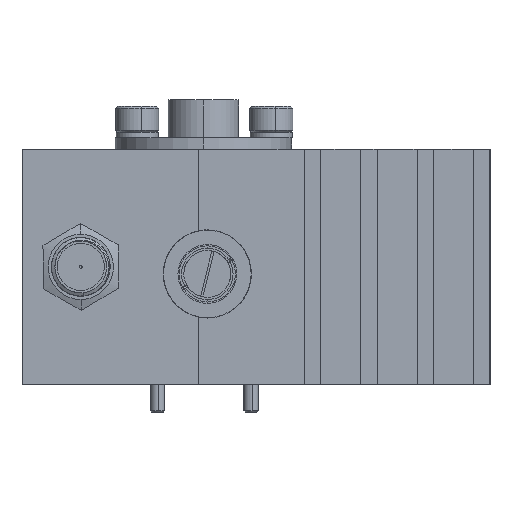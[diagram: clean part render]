
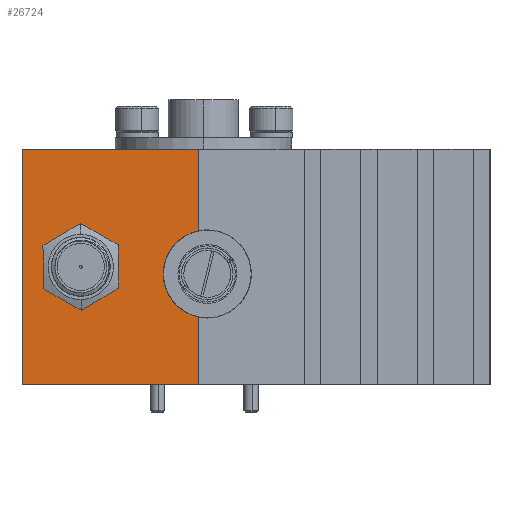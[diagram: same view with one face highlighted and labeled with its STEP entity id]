
A CAD part, left-side view. The second image highlights one B-rep face of the part: STEP entity #26724.
In plain terms, the highlighted planar face has unit normal (-1, 0, 0).
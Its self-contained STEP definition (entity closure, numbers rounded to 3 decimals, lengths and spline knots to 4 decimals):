
#173 = VERTEX_POINT ( 'NONE', #43306 ) ;
#1351 = AXIS2_PLACEMENT_3D ( 'NONE', #35401, #49970, #7061 ) ;
#2097 = AXIS2_PLACEMENT_3D ( 'NONE', #6510, #11309, #59020 ) ;
#2197 = CARTESIAN_POINT ( 'NONE',  ( -2.708, 0.6528, 1.1197 ) ) ;
#2547 = CARTESIAN_POINT ( 'NONE',  ( -2.708, 1.4028, 0.1197 ) ) ;
#3733 = CIRCLE ( 'NONE', #2097, 0.1095 ) ;
#4093 = VECTOR ( 'NONE', #54248, 39.3701 ) ;
#5714 = DIRECTION ( 'NONE',  ( 0., 0., 1. ) ) ;
#6510 = CARTESIAN_POINT ( 'NONE',  ( -2.708, 1.1528, 0.6197 ) ) ;
#7061 = DIRECTION ( 'NONE',  ( 0., 0., -1. ) ) ;
#9635 = ORIENTED_EDGE ( 'NONE', *, *, #25240, .F. ) ;
#10218 = VERTEX_POINT ( 'NONE', #14668 ) ;
#10450 = VERTEX_POINT ( 'NONE', #50807 ) ;
#11028 = ORIENTED_EDGE ( 'NONE', *, *, #22655, .T. ) ;
#11309 = DIRECTION ( 'NONE',  ( -1., 0., 0. ) ) ;
#11605 = VECTOR ( 'NONE', #5714, 39.3701 ) ;
#11667 = PLANE ( 'NONE',  #1351 ) ;
#11977 = CARTESIAN_POINT ( 'NONE',  ( -2.708, 0.6148, 0.5897 ) ) ;
#13810 = VERTEX_POINT ( 'NONE', #47111 ) ;
#14668 = CARTESIAN_POINT ( 'NONE',  ( -2.708, 1.1528, 0.5102 ) ) ;
#14939 = EDGE_CURVE ( 'NONE', #13810, #45840, #23449, .T. ) ;
#15157 = EDGE_LOOP ( 'NONE', ( #54223, #58104 ) ) ;
#15300 = LINE ( 'NONE', #2197, #4093 ) ;
#17262 = CARTESIAN_POINT ( 'NONE',  ( -2.708, 0.6528, 1.1197 ) ) ;
#17911 = ORIENTED_EDGE ( 'NONE', *, *, #55405, .T. ) ;
#18017 = DIRECTION ( 'NONE',  ( -1., 0., 0. ) ) ;
#19779 = EDGE_CURVE ( 'NONE', #10450, #45840, #26597, .T. ) ;
#20789 = CARTESIAN_POINT ( 'NONE',  ( -2.708, 1.1528, 0.7292 ) ) ;
#22655 = EDGE_CURVE ( 'NONE', #173, #48252, #15300, .T. ) ;
#23246 = CARTESIAN_POINT ( 'NONE',  ( -2.708, 1.4028, 1.1197 ) ) ;
#23449 = LINE ( 'NONE', #23246, #36056 ) ;
#23588 = ORIENTED_EDGE ( 'NONE', *, *, #14939, .F. ) ;
#25240 = EDGE_CURVE ( 'NONE', #45511, #13810, #48847, .T. ) ;
#26597 = LINE ( 'NONE', #17262, #31075 ) ;
#26724 = ADVANCED_FACE ( 'NONE', ( #42145, #48832 ), #11667, .F. ) ;
#31075 = VECTOR ( 'NONE', #51171, 39.3701 ) ;
#31971 = AXIS2_PLACEMENT_3D ( 'NONE', #11977, #54899, #45288 ) ;
#32390 = EDGE_CURVE ( 'NONE', #10218, #39670, #3733, .T. ) ;
#34026 = CARTESIAN_POINT ( 'NONE',  ( -2.708, 1.4028, 1.1197 ) ) ;
#35401 = CARTESIAN_POINT ( 'NONE',  ( -2.708, 1.4028, 1.1197 ) ) ;
#36056 = VECTOR ( 'NONE', #55929, 39.3701 ) ;
#38611 = ORIENTED_EDGE ( 'NONE', *, *, #50083, .F. ) ;
#39670 = VERTEX_POINT ( 'NONE', #20789 ) ;
#41129 = DIRECTION ( 'NONE',  ( 0., 0., 1. ) ) ;
#42123 = AXIS2_PLACEMENT_3D ( 'NONE', #56114, #18017, #41129 ) ;
#42145 = FACE_BOUND ( 'NONE', #15157, .T. ) ;
#42874 = CARTESIAN_POINT ( 'NONE',  ( -2.708, 1.4028, 0.1197 ) ) ;
#43306 = CARTESIAN_POINT ( 'NONE',  ( -2.708, 0.6528, 0.1197 ) ) ;
#45288 = DIRECTION ( 'NONE',  ( 0., 0., 1. ) ) ;
#45511 = VERTEX_POINT ( 'NONE', #42874 ) ;
#45591 = LINE ( 'NONE', #2547, #49337 ) ;
#45840 = VERTEX_POINT ( 'NONE', #46073 ) ;
#46073 = CARTESIAN_POINT ( 'NONE',  ( -2.708, 0.6528, 1.1197 ) ) ;
#47111 = CARTESIAN_POINT ( 'NONE',  ( -2.708, 1.4028, 1.1197 ) ) ;
#48247 = CIRCLE ( 'NONE', #42123, 0.1095 ) ;
#48252 = VERTEX_POINT ( 'NONE', #57725 ) ;
#48790 = ORIENTED_EDGE ( 'NONE', *, *, #19779, .T. ) ;
#48832 = FACE_OUTER_BOUND ( 'NONE', #61449, .T. ) ;
#48847 = LINE ( 'NONE', #34026, #11605 ) ;
#49337 = VECTOR ( 'NONE', #55633, 39.3701 ) ;
#49970 = DIRECTION ( 'NONE',  ( 1., 0., 0. ) ) ;
#50083 = EDGE_CURVE ( 'NONE', #10450, #48252, #52992, .T. ) ;
#50807 = CARTESIAN_POINT ( 'NONE',  ( -2.708, 0.6528, 0.7733 ) ) ;
#51171 = DIRECTION ( 'NONE',  ( 0., 0., 1. ) ) ;
#52992 = CIRCLE ( 'NONE', #31971, 0.1875 ) ;
#53871 = EDGE_CURVE ( 'NONE', #39670, #10218, #48247, .T. ) ;
#54223 = ORIENTED_EDGE ( 'NONE', *, *, #53871, .F. ) ;
#54248 = DIRECTION ( 'NONE',  ( 0., 0., 1. ) ) ;
#54899 = DIRECTION ( 'NONE',  ( -1., 0., 0. ) ) ;
#55405 = EDGE_CURVE ( 'NONE', #45511, #173, #45591, .T. ) ;
#55633 = DIRECTION ( 'NONE',  ( 0., -1., 0. ) ) ;
#55929 = DIRECTION ( 'NONE',  ( 0., -1., 0. ) ) ;
#56114 = CARTESIAN_POINT ( 'NONE',  ( -2.708, 1.1528, 0.6197 ) ) ;
#57725 = CARTESIAN_POINT ( 'NONE',  ( -2.708, 0.6528, 0.4061 ) ) ;
#58104 = ORIENTED_EDGE ( 'NONE', *, *, #32390, .F. ) ;
#59020 = DIRECTION ( 'NONE',  ( 0., 0., 1. ) ) ;
#61449 = EDGE_LOOP ( 'NONE', ( #11028, #38611, #48790, #23588, #9635, #17911 ) ) ;
